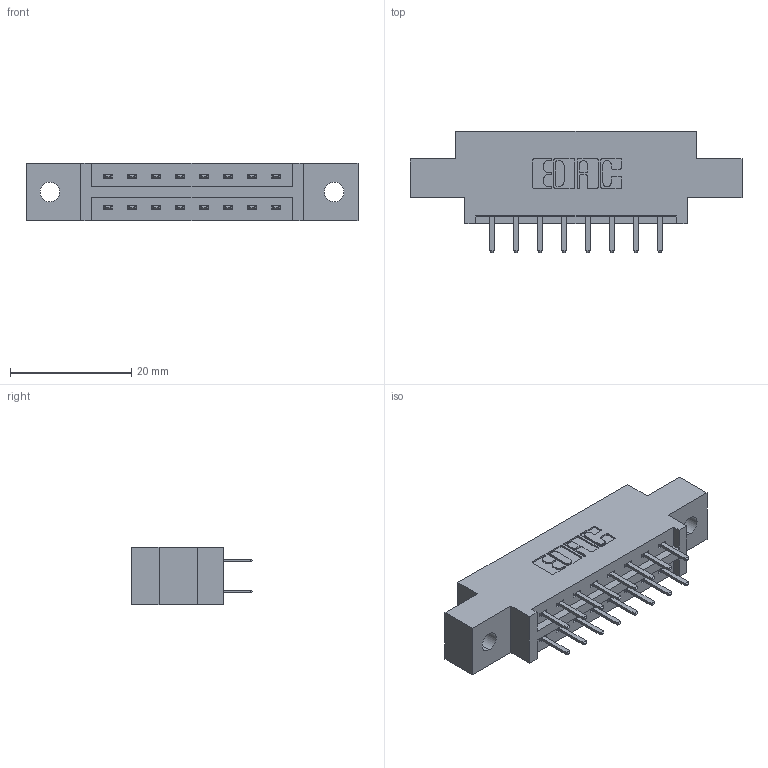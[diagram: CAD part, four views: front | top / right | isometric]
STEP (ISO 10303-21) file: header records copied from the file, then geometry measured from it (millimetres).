
FILE_DESCRIPTION (( 'STEP AP203' ), '1' );
FILE_NAME ('387-016-520-802.STEP', '2019-10-15T22:31:19', ( '' ), ( '' ), 'SwSTEP 2.0', 'SolidWorks 2016', '' );
FILE_SCHEMA (( 'CONFIG_CONTROL_DESIGN' ));
Length unit declared in the file: inch
Products named in the file (3): 345-292-001_345-293-120; 337 Part_0.170 Offset - 0.128 Dia; 387-016-520-802
Assembly tree (17 placements, depth 2):
  387-016-520-802
    337 Part_0.170 Offset - 0.128 Dia
    345-292-001_345-293-120  x16
Bounding box: 54.71 x 20.02 x 9.4 mm (x, y, z)
Volume: 5152.1 mm3; surface area: 5309.3 mm2
Topology: 17 solids, 17 shells, 1046 faces, 3027 edges, 1974 vertices
Faces by surface type: plane 714, cylinder 332
Entity records: 10849 total; most frequent: CARTESIAN_POINT 1870, ORIENTED_EDGE 1794, DIRECTION 1641, EDGE_CURVE 897, LINE 765, VECTOR 765, VERTEX_POINT 594, AXIS2_PLACEMENT_3D 438
